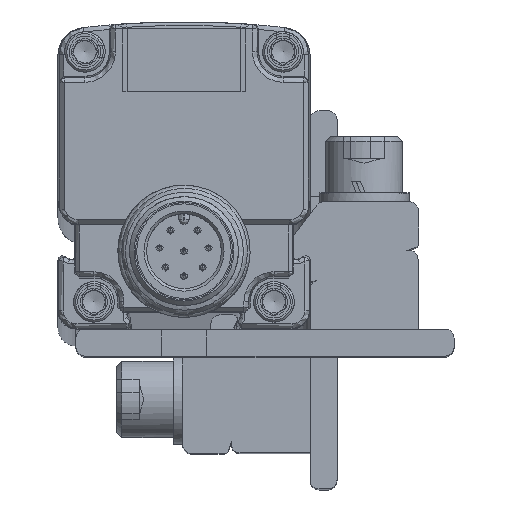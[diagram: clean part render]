
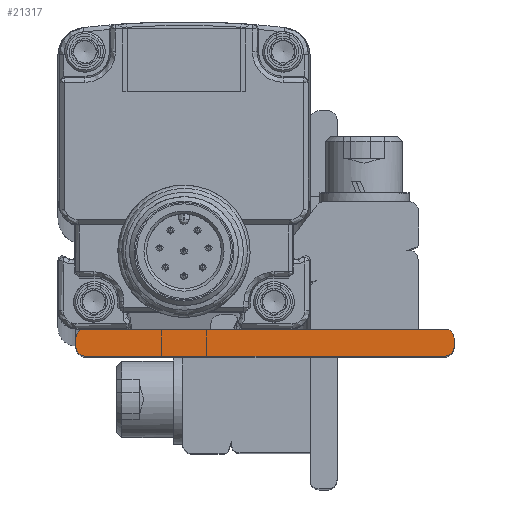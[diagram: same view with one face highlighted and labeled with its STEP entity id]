
A CAD part, top view. The second image highlights one B-rep face of the part: STEP entity #21317.
In plain terms, the highlighted planar face has unit normal (0, 0, 1).
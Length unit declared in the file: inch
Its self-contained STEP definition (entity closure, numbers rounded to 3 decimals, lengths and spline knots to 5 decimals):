
#9 = EDGE_CURVE ( 'NONE', #24812, #12827, #23297, .T. ) ;
#696 = EDGE_CURVE ( 'NONE', #12827, #7910, #24970, .T. ) ;
#730 = DIRECTION ( 'NONE',  ( -1., 0., 0. ) ) ;
#1252 = VERTEX_POINT ( 'NONE', #6031 ) ;
#1845 = VECTOR ( 'NONE', #15300, 39.37008 ) ;
#1915 = CARTESIAN_POINT ( 'NONE',  ( 0.11811, 0., 17.32283 ) ) ;
#1919 = DIRECTION ( 'NONE',  ( 1., 0., 0. ) ) ;
#2061 = FACE_OUTER_BOUND ( 'NONE', #26962, .T. ) ;
#2625 = CIRCLE ( 'NONE', #8078, 0.03937 ) ;
#3196 = VECTOR ( 'NONE', #6470, 39.37008 ) ;
#3655 = AXIS2_PLACEMENT_3D ( 'NONE', #8438, #27482, #6096 ) ;
#5255 = EDGE_CURVE ( 'NONE', #24932, #7910, #28025, .T. ) ;
#6031 = CARTESIAN_POINT ( 'NONE',  ( -0.45023, -0.00394, 17.32283 ) ) ;
#6040 = EDGE_CURVE ( 'NONE', #13032, #24932, #22114, .T. ) ;
#6096 = DIRECTION ( 'NONE',  ( -1., 0., 0. ) ) ;
#6375 = DIRECTION ( 'NONE',  ( 0., 0., 1. ) ) ;
#6470 = DIRECTION ( 'NONE',  ( 0., 1., 0. ) ) ;
#7174 = EDGE_CURVE ( 'NONE', #8056, #13943, #8825, .T. ) ;
#7910 = VERTEX_POINT ( 'NONE', #12837 ) ;
#8056 = VERTEX_POINT ( 'NONE', #9391 ) ;
#8078 = AXIS2_PLACEMENT_3D ( 'NONE', #9555, #21276, #19534 ) ;
#8438 = CARTESIAN_POINT ( 'NONE',  ( 1.14173, -0.03937, 17.32283 ) ) ;
#8825 = LINE ( 'NONE', #18030, #3196 ) ;
#8831 = DIRECTION ( 'NONE',  ( 0., -1., 0. ) ) ;
#9068 = PLANE ( 'NONE',  #12721 ) ;
#9276 = CARTESIAN_POINT ( 'NONE',  ( 1.1811, -0.03937, 17.32283 ) ) ;
#9391 = CARTESIAN_POINT ( 'NONE',  ( -0.47244, -0.07874, 17.32283 ) ) ;
#9541 = CARTESIAN_POINT ( 'NONE',  ( 0.55118, -0.11811, 17.32283 ) ) ;
#9555 = CARTESIAN_POINT ( 'NONE',  ( -0.43307, -0.03937, 17.32283 ) ) ;
#11361 = DIRECTION ( 'NONE',  ( -1., 0., 0. ) ) ;
#12106 = EDGE_CURVE ( 'NONE', #13943, #1252, #2625, .T. ) ;
#12254 = ORIENTED_EDGE ( 'NONE', *, *, #12106, .F. ) ;
#12569 = CARTESIAN_POINT ( 'NONE',  ( -0.43307, -0.11811, 17.32283 ) ) ;
#12721 = AXIS2_PLACEMENT_3D ( 'NONE', #1915, #28121, #18441 ) ;
#12742 = EDGE_CURVE ( 'NONE', #8056, #24812, #24554, .T. ) ;
#12827 = VERTEX_POINT ( 'NONE', #15362 ) ;
#12837 = CARTESIAN_POINT ( 'NONE',  ( 1.1811, -0.07874, 17.32283 ) ) ;
#13032 = VERTEX_POINT ( 'NONE', #30813 ) ;
#13943 = VERTEX_POINT ( 'NONE', #26142 ) ;
#14387 = ORIENTED_EDGE ( 'NONE', *, *, #6040, .F. ) ;
#15300 = DIRECTION ( 'NONE',  ( -1., 0., 0. ) ) ;
#15362 = CARTESIAN_POINT ( 'NONE',  ( 1.14173, -0.11811, 17.32283 ) ) ;
#15446 = CARTESIAN_POINT ( 'NONE',  ( 0.11811, -0.00394, 17.32283 ) ) ;
#17144 = ORIENTED_EDGE ( 'NONE', *, *, #28664, .T. ) ;
#18030 = CARTESIAN_POINT ( 'NONE',  ( -0.47244, 0., 17.32283 ) ) ;
#18441 = DIRECTION ( 'NONE',  ( 1., 0., 0. ) ) ;
#18490 = AXIS2_PLACEMENT_3D ( 'NONE', #25419, #6375, #11361 ) ;
#18771 = ORIENTED_EDGE ( 'NONE', *, *, #12742, .T. ) ;
#19534 = DIRECTION ( 'NONE',  ( -1., 0., 0. ) ) ;
#19575 = AXIS2_PLACEMENT_3D ( 'NONE', #20053, #26795, #730 ) ;
#19858 = ORIENTED_EDGE ( 'NONE', *, *, #5255, .F. ) ;
#19971 = VECTOR ( 'NONE', #8831, 39.37008 ) ;
#20053 = CARTESIAN_POINT ( 'NONE',  ( -0.43307, -0.07874, 17.32283 ) ) ;
#20297 = LINE ( 'NONE', #15446, #1845 ) ;
#21276 = DIRECTION ( 'NONE',  ( 0., 0., -1. ) ) ;
#21317 = ADVANCED_FACE ( 'NONE', ( #2061 ), #9068, .T. ) ;
#22114 = CIRCLE ( 'NONE', #3655, 0.03937 ) ;
#23297 = LINE ( 'NONE', #9541, #26442 ) ;
#24315 = ORIENTED_EDGE ( 'NONE', *, *, #696, .T. ) ;
#24554 = CIRCLE ( 'NONE', #19575, 0.03937 ) ;
#24812 = VERTEX_POINT ( 'NONE', #12569 ) ;
#24908 = CARTESIAN_POINT ( 'NONE',  ( 1.1811, -0.11811, 17.32283 ) ) ;
#24932 = VERTEX_POINT ( 'NONE', #9276 ) ;
#24970 = CIRCLE ( 'NONE', #18490, 0.03937 ) ;
#25419 = CARTESIAN_POINT ( 'NONE',  ( 1.14173, -0.07874, 17.32283 ) ) ;
#26142 = CARTESIAN_POINT ( 'NONE',  ( -0.47244, -0.03937, 17.32283 ) ) ;
#26442 = VECTOR ( 'NONE', #1919, 39.37008 ) ;
#26795 = DIRECTION ( 'NONE',  ( 0., 0., 1. ) ) ;
#26962 = EDGE_LOOP ( 'NONE', ( #14387, #17144, #12254, #28965, #18771, #28605, #24315, #19858 ) ) ;
#27482 = DIRECTION ( 'NONE',  ( 0., 0., -1. ) ) ;
#28025 = LINE ( 'NONE', #24908, #19971 ) ;
#28121 = DIRECTION ( 'NONE',  ( 0., 0., 1. ) ) ;
#28605 = ORIENTED_EDGE ( 'NONE', *, *, #9, .T. ) ;
#28664 = EDGE_CURVE ( 'NONE', #13032, #1252, #20297, .T. ) ;
#28965 = ORIENTED_EDGE ( 'NONE', *, *, #7174, .F. ) ;
#30813 = CARTESIAN_POINT ( 'NONE',  ( 1.15889, -0.00394, 17.32283 ) ) ;
